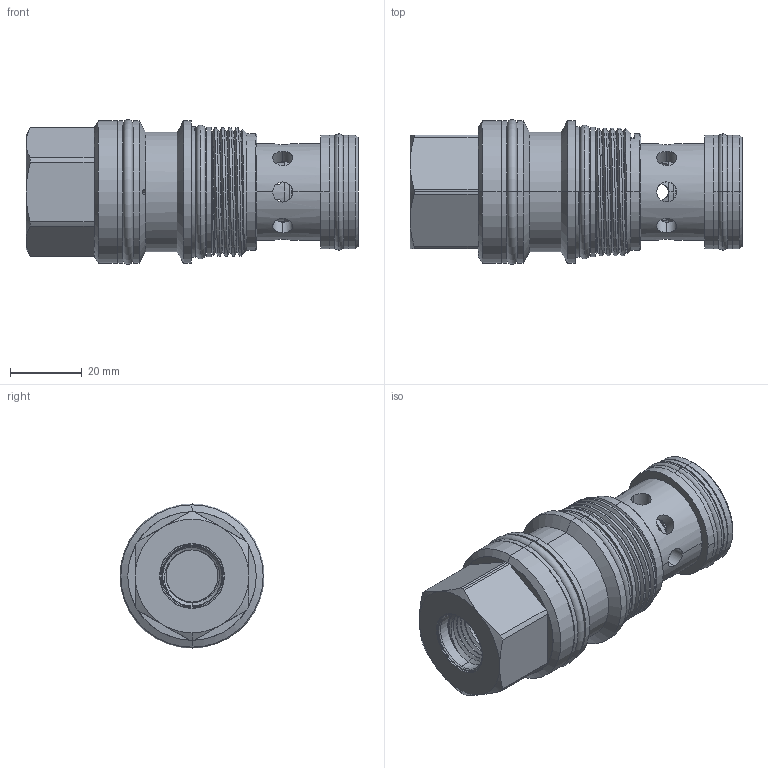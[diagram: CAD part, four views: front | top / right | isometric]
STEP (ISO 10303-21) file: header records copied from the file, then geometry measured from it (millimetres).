
FILE_DESCRIPTION (( 'STEP AP203' ), '1' );
FILE_NAME ('PB17A30-8.STEP', '2016-07-22T08:23:31', ( '' ), ( '' ), 'SwSTEP 2.0', 'SolidWorks 2012', '' );
FILE_SCHEMA (( 'CONFIG_CONTROL_DESIGN' ));
Length unit declared in the file: millimetre
Products named in the file (1): PB17A30-8
Bounding box: 92.57 x 40.39 x 40.39 mm (x, y, z)
Volume: 72078.1 mm3; surface area: 24619.2 mm2
Topology: 8 solids, 16 shells, 308 faces, 777 edges, 478 vertices
Faces by surface type: cylinder 181, plane 59, cone 38, torus 20, bspline 10
Entity records: 13898 total; most frequent: CARTESIAN_POINT 6533, ORIENTED_EDGE 1554, DIRECTION 1502, EDGE_CURVE 777, AXIS2_PLACEMENT_3D 640, VERTEX_POINT 478, EDGE_LOOP 369, CIRCLE 341
